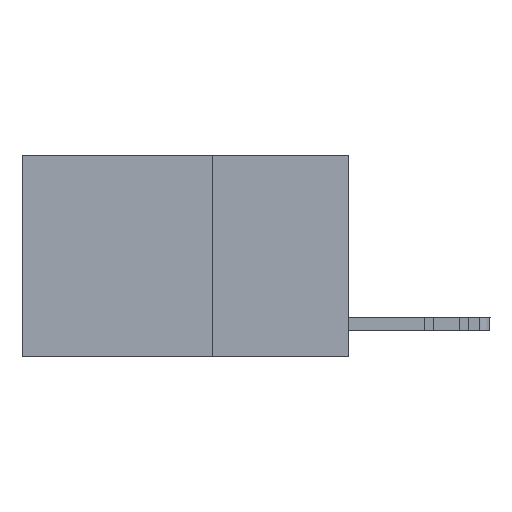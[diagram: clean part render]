
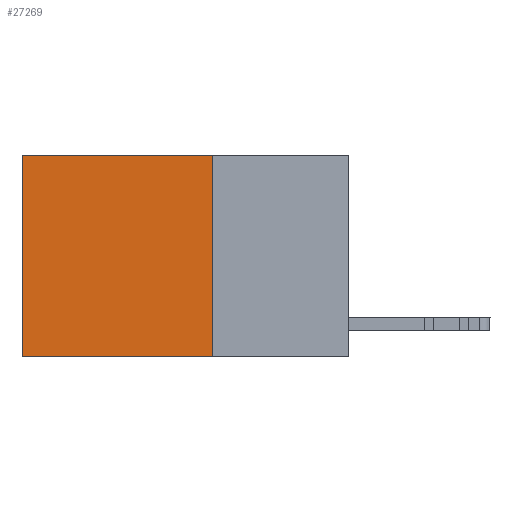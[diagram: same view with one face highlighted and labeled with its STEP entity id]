
A CAD part, left-side view. The second image highlights one B-rep face of the part: STEP entity #27269.
In plain terms, the highlighted planar face has unit normal (-1, 0, 0).
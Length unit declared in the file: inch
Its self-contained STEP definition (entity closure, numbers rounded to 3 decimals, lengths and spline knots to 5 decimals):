
#591 = VECTOR ( 'NONE', #890, 39.37008 ) ;
#890 = DIRECTION ( 'NONE',  ( 0., 1., 0. ) ) ;
#1177 = CARTESIAN_POINT ( 'NONE',  ( 0.2625, 0.25, -0.37 ) ) ;
#1705 = LINE ( 'NONE', #1177, #17971 ) ;
#2823 = EDGE_CURVE ( 'NONE', #24772, #8629, #12764, .T. ) ;
#3425 = DIRECTION ( 'NONE',  ( 0., 0., -1. ) ) ;
#3468 = DIRECTION ( 'NONE',  ( 0., 0., -1. ) ) ;
#3703 = CARTESIAN_POINT ( 'NONE',  ( 0.2625, 0.6, 0. ) ) ;
#4505 = ORIENTED_EDGE ( 'NONE', *, *, #23555, .T. ) ;
#6005 = VECTOR ( 'NONE', #12695, 39.37008 ) ;
#7005 = EDGE_CURVE ( 'NONE', #21142, #9314, #22222, .T. ) ;
#7100 = VECTOR ( 'NONE', #3425, 39.37008 ) ;
#8629 = VERTEX_POINT ( 'NONE', #20399 ) ;
#9314 = VERTEX_POINT ( 'NONE', #18629 ) ;
#9318 = CARTESIAN_POINT ( 'NONE',  ( 0.2625, 0.25, 0. ) ) ;
#10575 = CARTESIAN_POINT ( 'NONE',  ( 0.2625, 0.25, 0. ) ) ;
#12695 = DIRECTION ( 'NONE',  ( 0., 0., -1. ) ) ;
#12764 = LINE ( 'NONE', #3703, #7100 ) ;
#14066 = CARTESIAN_POINT ( 'NONE',  ( 0.2625, 0.25, 0. ) ) ;
#16168 = DIRECTION ( 'NONE',  ( 1., 0., 0. ) ) ;
#17436 = EDGE_LOOP ( 'NONE', ( #19587, #26044, #23837, #4505 ) ) ;
#17556 = LINE ( 'NONE', #9318, #591 ) ;
#17626 = CARTESIAN_POINT ( 'NONE',  ( 0.2625, 0.25, 0. ) ) ;
#17971 = VECTOR ( 'NONE', #22400, 39.37008 ) ;
#18216 = CARTESIAN_POINT ( 'NONE',  ( 0.2625, 0.6, 0. ) ) ;
#18629 = CARTESIAN_POINT ( 'NONE',  ( 0.2625, 0.25, -0.37 ) ) ;
#19327 = AXIS2_PLACEMENT_3D ( 'NONE', #14066, #16168, #3468 ) ;
#19587 = ORIENTED_EDGE ( 'NONE', *, *, #2823, .T. ) ;
#20399 = CARTESIAN_POINT ( 'NONE',  ( 0.2625, 0.6, -0.37 ) ) ;
#21142 = VERTEX_POINT ( 'NONE', #17626 ) ;
#22222 = LINE ( 'NONE', #10575, #6005 ) ;
#22400 = DIRECTION ( 'NONE',  ( 0., 1., 0. ) ) ;
#23273 = FACE_OUTER_BOUND ( 'NONE', #17436, .T. ) ;
#23555 = EDGE_CURVE ( 'NONE', #21142, #24772, #17556, .T. ) ;
#23837 = ORIENTED_EDGE ( 'NONE', *, *, #7005, .F. ) ;
#24772 = VERTEX_POINT ( 'NONE', #18216 ) ;
#26044 = ORIENTED_EDGE ( 'NONE', *, *, #27437, .F. ) ;
#26674 = PLANE ( 'NONE',  #19327 ) ;
#27269 = ADVANCED_FACE ( 'NONE', ( #23273 ), #26674, .F. ) ;
#27437 = EDGE_CURVE ( 'NONE', #9314, #8629, #1705, .T. ) ;
